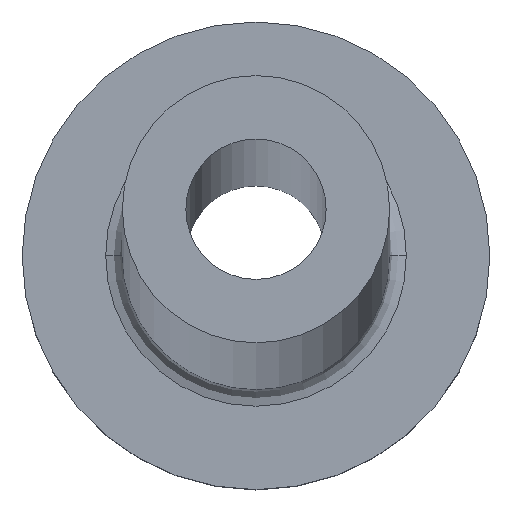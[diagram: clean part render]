
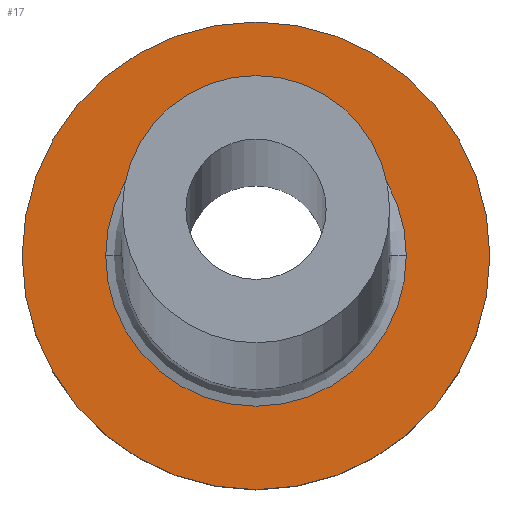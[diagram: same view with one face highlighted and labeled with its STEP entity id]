
A CAD part, top view. The second image highlights one B-rep face of the part: STEP entity #17.
In plain terms, the highlighted planar face has unit normal (0, 0, 1).
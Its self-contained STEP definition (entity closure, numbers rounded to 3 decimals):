
#17 = ADVANCED_FACE ( 'NONE', ( #86, #199 ), #55, .T. ) ;
#18 = CIRCLE ( 'NONE', #261, 7. ) ;
#19 = ORIENTED_EDGE ( 'NONE', *, *, #46, .T. ) ;
#24 = VERTEX_POINT ( 'NONE', #376 ) ;
#29 = CARTESIAN_POINT ( 'NONE',  ( 0., 0., 5. ) ) ;
#35 = CARTESIAN_POINT ( 'NONE',  ( 0., 0., 5. ) ) ;
#46 = EDGE_CURVE ( 'NONE', #224, #334, #89, .T. ) ;
#55 = PLANE ( 'NONE',  #345 ) ;
#63 = DIRECTION ( 'NONE',  ( 1., 0., 0. ) ) ;
#68 = DIRECTION ( 'NONE',  ( 1., 0., 0. ) ) ;
#71 = EDGE_LOOP ( 'NONE', ( #359, #338 ) ) ;
#86 = FACE_BOUND ( 'NONE', #71, .T. ) ;
#89 = CIRCLE ( 'NONE', #96, 7. ) ;
#92 = DIRECTION ( 'NONE',  ( 0., 0., 1. ) ) ;
#96 = AXIS2_PLACEMENT_3D ( 'NONE', #29, #92, #205 ) ;
#115 = EDGE_CURVE ( 'NONE', #334, #224, #18, .T. ) ;
#123 = DIRECTION ( 'NONE',  ( 1., 0., 0. ) ) ;
#132 = CARTESIAN_POINT ( 'NONE',  ( -7., 0., 5. ) ) ;
#145 = VERTEX_POINT ( 'NONE', #266 ) ;
#149 = EDGE_CURVE ( 'NONE', #145, #24, #357, .T. ) ;
#150 = CARTESIAN_POINT ( 'NONE',  ( 7., 0., 5. ) ) ;
#151 = DIRECTION ( 'NONE',  ( 0., 0., -1. ) ) ;
#170 = DIRECTION ( 'NONE',  ( 0., 0., 1. ) ) ;
#199 = FACE_OUTER_BOUND ( 'NONE', #252, .T. ) ;
#205 = DIRECTION ( 'NONE',  ( 1., 0., 0. ) ) ;
#224 = VERTEX_POINT ( 'NONE', #150 ) ;
#227 = ORIENTED_EDGE ( 'NONE', *, *, #115, .T. ) ;
#235 = DIRECTION ( 'NONE',  ( 1., 0., 0. ) ) ;
#239 = EDGE_CURVE ( 'NONE', #24, #145, #308, .T. ) ;
#240 = CARTESIAN_POINT ( 'NONE',  ( 0., 0., 5. ) ) ;
#243 = AXIS2_PLACEMENT_3D ( 'NONE', #35, #151, #123 ) ;
#252 = EDGE_LOOP ( 'NONE', ( #227, #19 ) ) ;
#259 = CARTESIAN_POINT ( 'NONE',  ( 0., 0., 5. ) ) ;
#261 = AXIS2_PLACEMENT_3D ( 'NONE', #240, #271, #63 ) ;
#266 = CARTESIAN_POINT ( 'NONE',  ( -4.5, 0., 5. ) ) ;
#271 = DIRECTION ( 'NONE',  ( 0., 0., 1. ) ) ;
#308 = CIRCLE ( 'NONE', #243, 4.5 ) ;
#332 = AXIS2_PLACEMENT_3D ( 'NONE', #356, #353, #68 ) ;
#334 = VERTEX_POINT ( 'NONE', #132 ) ;
#338 = ORIENTED_EDGE ( 'NONE', *, *, #149, .T. ) ;
#345 = AXIS2_PLACEMENT_3D ( 'NONE', #259, #170, #235 ) ;
#353 = DIRECTION ( 'NONE',  ( 0., 0., -1. ) ) ;
#356 = CARTESIAN_POINT ( 'NONE',  ( 0., 0., 5. ) ) ;
#357 = CIRCLE ( 'NONE', #332, 4.5 ) ;
#359 = ORIENTED_EDGE ( 'NONE', *, *, #239, .T. ) ;
#376 = CARTESIAN_POINT ( 'NONE',  ( 4.5, 0., 5. ) ) ;
